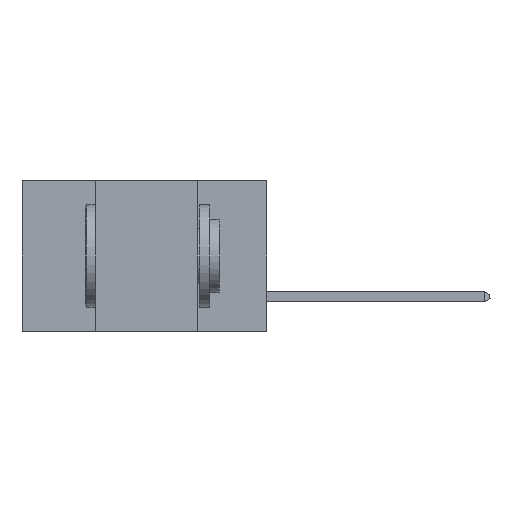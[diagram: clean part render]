
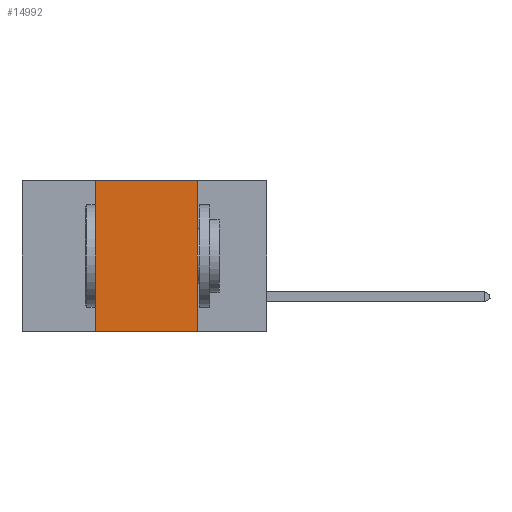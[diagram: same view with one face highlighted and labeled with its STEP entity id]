
A CAD part, left-side view. The second image highlights one B-rep face of the part: STEP entity #14992.
In plain terms, the highlighted planar face has unit normal (-1, 0, 0).
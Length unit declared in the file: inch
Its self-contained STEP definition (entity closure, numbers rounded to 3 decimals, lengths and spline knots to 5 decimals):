
#381 = ORIENTED_EDGE ( 'NONE', *, *, #5415, .T. ) ;
#1109 = VECTOR ( 'NONE', #3375, 39.37008 ) ;
#2072 = AXIS2_PLACEMENT_3D ( 'NONE', #5569, #3786, #18010 ) ;
#3082 = LINE ( 'NONE', #6284, #7515 ) ;
#3252 = CARTESIAN_POINT ( 'NONE',  ( 0., 0.6, 0. ) ) ;
#3375 = DIRECTION ( 'NONE',  ( 0., -1., 0. ) ) ;
#3612 = EDGE_CURVE ( 'NONE', #7028, #21669, #14173, .T. ) ;
#3786 = DIRECTION ( 'NONE',  ( 1., 0., 0. ) ) ;
#5415 = EDGE_CURVE ( 'NONE', #7028, #17989, #15869, .T. ) ;
#5534 = VECTOR ( 'NONE', #6238, 39.37008 ) ;
#5569 = CARTESIAN_POINT ( 'NONE',  ( 0., 0.6, 0. ) ) ;
#5727 = PLANE ( 'NONE',  #2072 ) ;
#5764 = EDGE_LOOP ( 'NONE', ( #18350, #21628, #6179, #381 ) ) ;
#6179 = ORIENTED_EDGE ( 'NONE', *, *, #3612, .F. ) ;
#6238 = DIRECTION ( 'NONE',  ( 0., 0., 1. ) ) ;
#6284 = CARTESIAN_POINT ( 'NONE',  ( 0., 0.17, 0. ) ) ;
#7028 = VERTEX_POINT ( 'NONE', #19209 ) ;
#7270 = EDGE_CURVE ( 'NONE', #21669, #21614, #22542, .T. ) ;
#7515 = VECTOR ( 'NONE', #8134, 39.37008 ) ;
#8134 = DIRECTION ( 'NONE',  ( 0., 0., -1. ) ) ;
#8585 = DIRECTION ( 'NONE',  ( 0., -1., 0. ) ) ;
#8934 = CARTESIAN_POINT ( 'NONE',  ( 0., 0.6, -0.37 ) ) ;
#9867 = CARTESIAN_POINT ( 'NONE',  ( 0., 0.42, 0. ) ) ;
#13096 = FACE_OUTER_BOUND ( 'NONE', #5764, .T. ) ;
#13540 = CARTESIAN_POINT ( 'NONE',  ( 0., 0.42, 0. ) ) ;
#14173 = LINE ( 'NONE', #9867, #5534 ) ;
#14641 = EDGE_CURVE ( 'NONE', #21614, #17989, #3082, .T. ) ;
#14992 = ADVANCED_FACE ( 'NONE', ( #13096 ), #5727, .F. ) ;
#15869 = LINE ( 'NONE', #8934, #1109 ) ;
#17989 = VERTEX_POINT ( 'NONE', #18395 ) ;
#18010 = DIRECTION ( 'NONE',  ( 0., 0., -1. ) ) ;
#18350 = ORIENTED_EDGE ( 'NONE', *, *, #14641, .F. ) ;
#18395 = CARTESIAN_POINT ( 'NONE',  ( 0., 0.17, -0.37 ) ) ;
#18755 = CARTESIAN_POINT ( 'NONE',  ( 0., 0.17, 0. ) ) ;
#19209 = CARTESIAN_POINT ( 'NONE',  ( 0., 0.42, -0.37 ) ) ;
#19737 = VECTOR ( 'NONE', #8585, 39.37008 ) ;
#21614 = VERTEX_POINT ( 'NONE', #18755 ) ;
#21628 = ORIENTED_EDGE ( 'NONE', *, *, #7270, .F. ) ;
#21669 = VERTEX_POINT ( 'NONE', #13540 ) ;
#22542 = LINE ( 'NONE', #3252, #19737 ) ;
